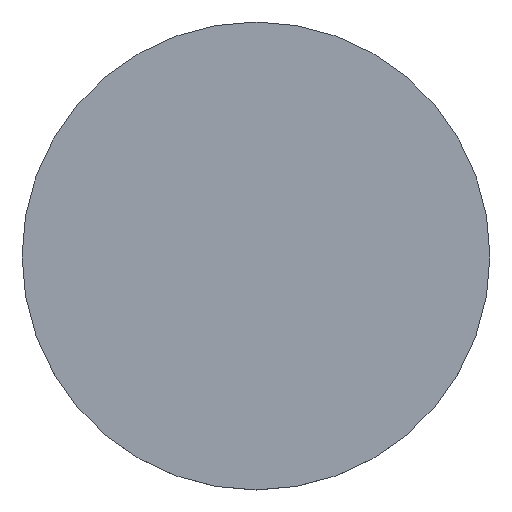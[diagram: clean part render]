
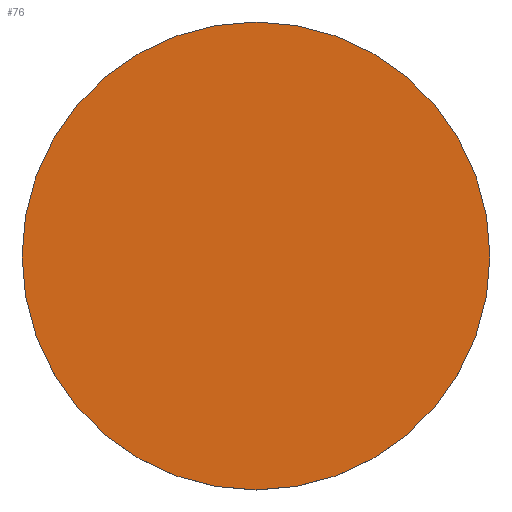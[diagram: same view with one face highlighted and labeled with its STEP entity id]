
A CAD part, top view. The second image highlights one B-rep face of the part: STEP entity #76.
In plain terms, the highlighted planar face has unit normal (0, 0, 1).
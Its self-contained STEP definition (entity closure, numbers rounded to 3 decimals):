
#3 = AXIS2_PLACEMENT_3D ( 'NONE', #101, #200, #39 ) ;
#12 = CIRCLE ( 'NONE', #125, 25.4 ) ;
#34 = ORIENTED_EDGE ( 'NONE', *, *, #150, .F. ) ;
#39 = DIRECTION ( 'NONE',  ( 1., 0., 0. ) ) ;
#56 = DIRECTION ( 'NONE',  ( 1., 0., 0. ) ) ;
#60 = ORIENTED_EDGE ( 'NONE', *, *, #69, .F. ) ;
#61 = DIRECTION ( 'NONE',  ( 1., 0., 0. ) ) ;
#69 = EDGE_CURVE ( 'NONE', #174, #120, #12, .T. ) ;
#74 = CARTESIAN_POINT ( 'NONE',  ( 0., 0., 5. ) ) ;
#76 = ADVANCED_FACE ( 'NONE', ( #124 ), #146, .T. ) ;
#86 = CIRCLE ( 'NONE', #175, 25.4 ) ;
#96 = CARTESIAN_POINT ( 'NONE',  ( -25.4, 0., 5. ) ) ;
#101 = CARTESIAN_POINT ( 'NONE',  ( 0., 52.02, 5. ) ) ;
#120 = VERTEX_POINT ( 'NONE', #96 ) ;
#124 = FACE_OUTER_BOUND ( 'NONE', #202, .T. ) ;
#125 = AXIS2_PLACEMENT_3D ( 'NONE', #74, #203, #56 ) ;
#136 = DIRECTION ( 'NONE',  ( 0., 0., -1. ) ) ;
#146 = PLANE ( 'NONE',  #3 ) ;
#150 = EDGE_CURVE ( 'NONE', #120, #174, #86, .T. ) ;
#174 = VERTEX_POINT ( 'NONE', #225 ) ;
#175 = AXIS2_PLACEMENT_3D ( 'NONE', #212, #136, #61 ) ;
#200 = DIRECTION ( 'NONE',  ( 0., 0., 1. ) ) ;
#202 = EDGE_LOOP ( 'NONE', ( #60, #34 ) ) ;
#203 = DIRECTION ( 'NONE',  ( 0., 0., -1. ) ) ;
#212 = CARTESIAN_POINT ( 'NONE',  ( 0., 0., 5. ) ) ;
#225 = CARTESIAN_POINT ( 'NONE',  ( 25.4, 0., 5. ) ) ;
